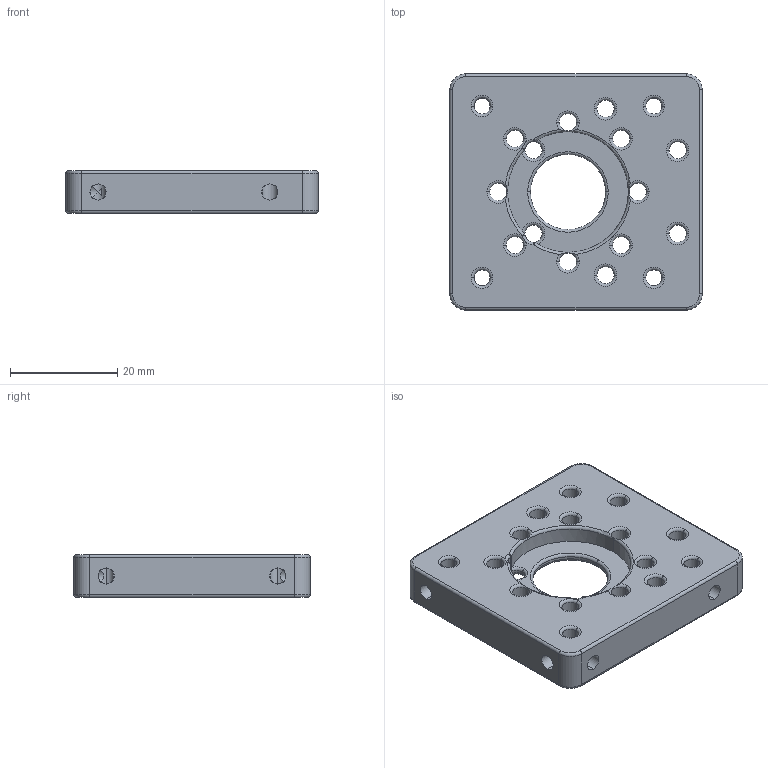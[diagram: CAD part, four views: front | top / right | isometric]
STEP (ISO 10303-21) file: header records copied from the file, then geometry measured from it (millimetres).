
FILE_DESCRIPTION (( 'STEP AP214' ), '1' );
FILE_NAME ('07-0010.STEP', '2025-11-27T12:08:29', ( '' ), ( '' ), 'SwSTEP 2.0', 'SolidWorks 2025', '' );
FILE_SCHEMA (( 'AUTOMOTIVE_DESIGN' ));
Length unit declared in the file: millimetre
Products named in the file (1): 07-0010
Bounding box: 47 x 44 x 8 mm (x, y, z)
Volume: 10393.3 mm3; surface area: 6546.8 mm2
Topology: 1 solids, 1 shells, 199 faces, 511 edges, 298 vertices
Faces by surface type: torus 96, cylinder 78, plane 17, sphere 4, bspline 4
Entity records: 6632 total; most frequent: CARTESIAN_POINT 1603, DIRECTION 1189, ORIENTED_EDGE 1014, AXIS2_PLACEMENT_3D 542, EDGE_CURVE 507, CIRCLE 346, VERTEX_POINT 298, EDGE_LOOP 237
